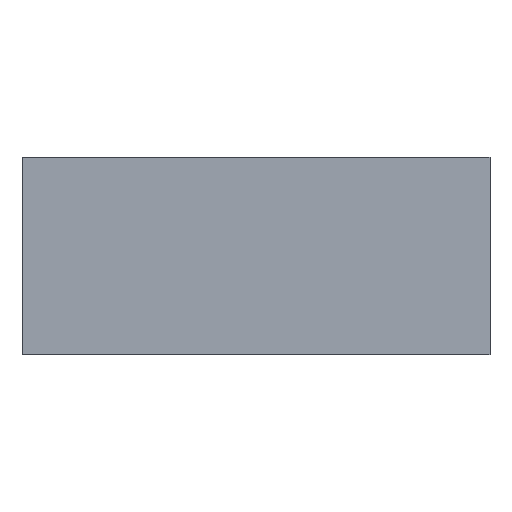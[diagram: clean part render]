
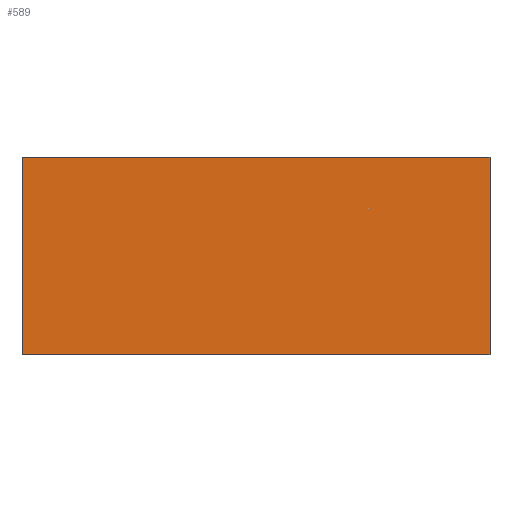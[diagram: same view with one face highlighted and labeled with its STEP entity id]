
A CAD part, front view. The second image highlights one B-rep face of the part: STEP entity #589.
In plain terms, the highlighted planar face has unit normal (0, -1, 0).
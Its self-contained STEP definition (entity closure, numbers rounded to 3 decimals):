
#49 = VERTEX_POINT ( 'NONE', #287 ) ;
#77 = CARTESIAN_POINT ( 'NONE',  ( -22.5, -26., 11.5 ) ) ;
#128 = CARTESIAN_POINT ( 'NONE',  ( -22.5, -26., -5. ) ) ;
#170 = LINE ( 'NONE', #875, #1261 ) ;
#190 = DIRECTION ( 'NONE',  ( 0., 0., 1. ) ) ;
#219 = VERTEX_POINT ( 'NONE', #77 ) ;
#261 = PLANE ( 'NONE',  #1061 ) ;
#287 = CARTESIAN_POINT ( 'NONE',  ( -22.5, -26., -7.5 ) ) ;
#337 = EDGE_CURVE ( 'NONE', #219, #49, #1450, .T. ) ;
#356 = DIRECTION ( 'NONE',  ( -1., 0., 0. ) ) ;
#440 = EDGE_CURVE ( 'NONE', #1202, #586, #170, .T. ) ;
#441 = CARTESIAN_POINT ( 'NONE',  ( 22.5, -26., 11.5 ) ) ;
#491 = CARTESIAN_POINT ( 'NONE',  ( 22.5, -26., -7.5 ) ) ;
#549 = ORIENTED_EDGE ( 'NONE', *, *, #981, .F. ) ;
#586 = VERTEX_POINT ( 'NONE', #491 ) ;
#589 = ADVANCED_FACE ( 'NONE', ( #985 ), #261, .F. ) ;
#680 = VECTOR ( 'NONE', #954, 1000. ) ;
#739 = CARTESIAN_POINT ( 'NONE',  ( 22.5, -26., -5. ) ) ;
#792 = ORIENTED_EDGE ( 'NONE', *, *, #1298, .F. ) ;
#808 = CARTESIAN_POINT ( 'NONE',  ( 22.5, -26., 11.5 ) ) ;
#875 = CARTESIAN_POINT ( 'NONE',  ( 22.5, -26., -5. ) ) ;
#908 = VECTOR ( 'NONE', #1285, 1000. ) ;
#954 = DIRECTION ( 'NONE',  ( 0., 0., -1. ) ) ;
#981 = EDGE_CURVE ( 'NONE', #219, #1202, #1294, .T. ) ;
#985 = FACE_OUTER_BOUND ( 'NONE', #1457, .T. ) ;
#1061 = AXIS2_PLACEMENT_3D ( 'NONE', #739, #1108, #190 ) ;
#1070 = LINE ( 'NONE', #1428, #1407 ) ;
#1108 = DIRECTION ( 'NONE',  ( 0., 1., 0. ) ) ;
#1202 = VERTEX_POINT ( 'NONE', #441 ) ;
#1261 = VECTOR ( 'NONE', #1378, 1000. ) ;
#1285 = DIRECTION ( 'NONE',  ( 1., 0., 0. ) ) ;
#1294 = LINE ( 'NONE', #808, #908 ) ;
#1298 = EDGE_CURVE ( 'NONE', #586, #49, #1070, .T. ) ;
#1301 = ORIENTED_EDGE ( 'NONE', *, *, #440, .F. ) ;
#1378 = DIRECTION ( 'NONE',  ( 0., 0., -1. ) ) ;
#1407 = VECTOR ( 'NONE', #356, 1000. ) ;
#1428 = CARTESIAN_POINT ( 'NONE',  ( -22.5, -26., -7.5 ) ) ;
#1450 = LINE ( 'NONE', #128, #680 ) ;
#1457 = EDGE_LOOP ( 'NONE', ( #1512, #792, #1301, #549 ) ) ;
#1512 = ORIENTED_EDGE ( 'NONE', *, *, #337, .T. ) ;
